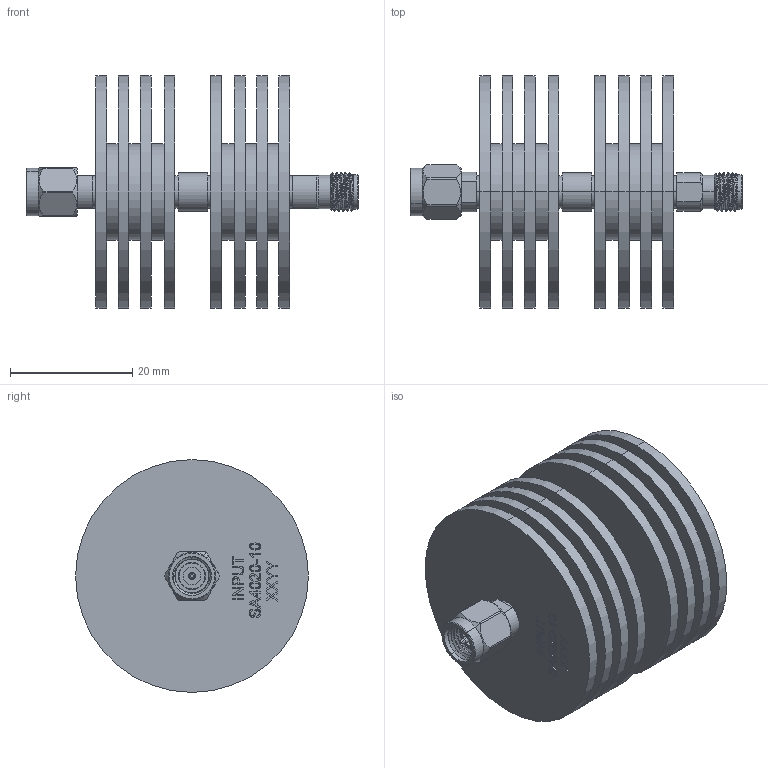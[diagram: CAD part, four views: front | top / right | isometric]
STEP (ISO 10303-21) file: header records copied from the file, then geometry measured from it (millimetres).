
FILE_DESCRIPTION (( 'STEP AP203' ), '1' );
FILE_NAME ('PE7AP402-10.step', '2018-10-08T19:07:01', ( '' ), ( '' ), 'SwSTEP 2.0', 'SolidWorks 2017', '' );
FILE_SCHEMA (( 'CONFIG_CONTROL_DESIGN' ));
Length unit declared in the file: inch
Products named in the file (1): PE7AP402-10
Bounding box: 54.36 x 38.1 x 38.1 mm (x, y, z)
Volume: 19332.5 mm3; surface area: 19165.3 mm2
Topology: 2 solids, 2 shells, 395 faces, 985 edges, 648 vertices
Faces by surface type: plane 188, cylinder 97, bspline 85, cone 21, torus 4
Entity records: 17876 total; most frequent: CARTESIAN_POINT 8984, ORIENTED_EDGE 1970, DIRECTION 1533, EDGE_CURVE 985, VERTEX_POINT 648, LINE 565, VECTOR 565, AXIS2_PLACEMENT_3D 484
